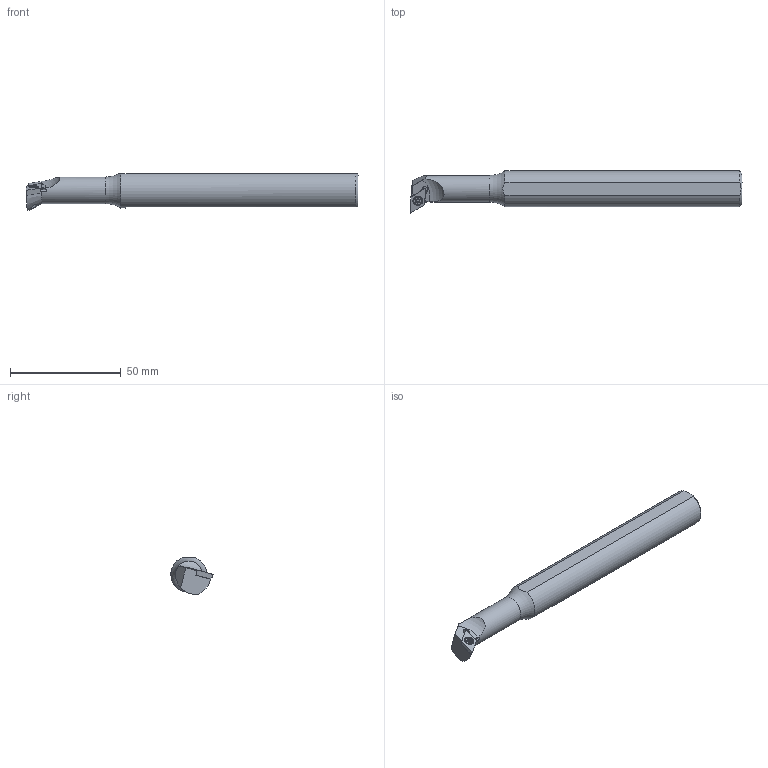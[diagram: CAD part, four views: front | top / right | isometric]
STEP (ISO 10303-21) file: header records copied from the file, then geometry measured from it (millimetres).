
FILE_DESCRIPTION((''),'2;1');
FILE_NAME('AH1216M SDUCR 07 STEP.STP','2016-04-22T16:11:01',(''),(''),'STEP Write','Mastercam X ... CNC Software, Inc.','');
FILE_SCHEMA(('CONFIG_CONTROL_DESIGN'));
Length unit declared in the file: millimetre
Bounding box: 150 x 19.09 x 16.5 mm (x, y, z)
Surface area: 8956.5 mm2 (no closed solid volume)
Topology: 0 solids, 108 shells, 108 faces, 567 edges, 606 vertices
Faces by surface type: plane 42, cylinder 35, cone 12, torus 12, bspline 7
Full cylindrical faces by diameter (mm): 1.5 x1, 2.45 x1, 2.5 x1, 2.8 x1, 3 x1, 3.5 x1, 4 x1, 12 x1
Entity records: 7272 total; most frequent: CARTESIAN_POINT 2951, VERTEX_POINT 932, DIRECTION 788, EDGE_CURVE 466, ORIENTED_EDGE 466, VECTOR 278, LINE 278, AXIS2_PLACEMENT_3D 255
